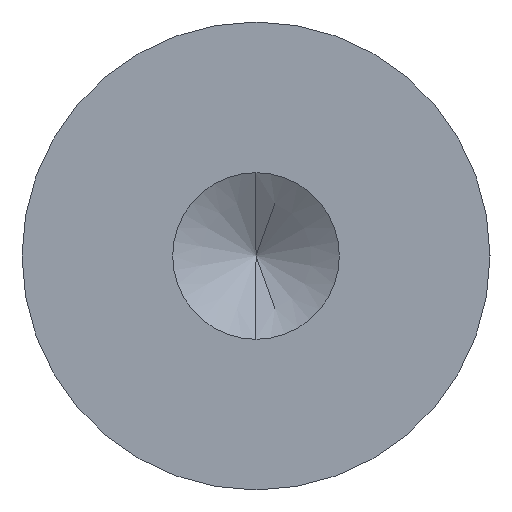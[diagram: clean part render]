
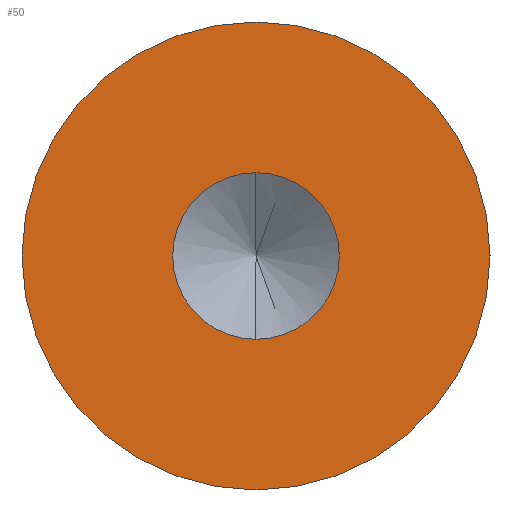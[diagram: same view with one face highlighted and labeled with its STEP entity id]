
A CAD part, left-side view. The second image highlights one B-rep face of the part: STEP entity #50.
In plain terms, the highlighted planar face has unit normal (-1, 0, 0).
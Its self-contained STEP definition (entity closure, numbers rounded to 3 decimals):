
#1 = DIRECTION ( 'NONE',  ( 0., 0., -1. ) ) ;
#3 = CARTESIAN_POINT ( 'NONE',  ( -57.025, 0., 0. ) ) ;
#8 = CARTESIAN_POINT ( 'NONE',  ( -57.025, 0., 0. ) ) ;
#16 = DIRECTION ( 'NONE',  ( 0., 0., 1. ) ) ;
#17 = CARTESIAN_POINT ( 'NONE',  ( -57.025, 0., 0. ) ) ;
#27 = DIRECTION ( 'NONE',  ( -1., 0., 0. ) ) ;
#38 = DIRECTION ( 'NONE',  ( 0., 0., 1. ) ) ;
#40 = DIRECTION ( 'NONE',  ( -1., 0., 0. ) ) ;
#44 = DIRECTION ( 'NONE',  ( 1., 0., 0. ) ) ;
#50 = ADVANCED_FACE ( 'NONE', ( #191, #119 ), #339, .F. ) ;
#72 = VERTEX_POINT ( 'NONE', #362 ) ;
#76 = ORIENTED_EDGE ( 'NONE', *, *, #244, .F. ) ;
#80 = VERTEX_POINT ( 'NONE', #335 ) ;
#85 = VERTEX_POINT ( 'NONE', #367 ) ;
#94 = ORIENTED_EDGE ( 'NONE', *, *, #218, .F. ) ;
#98 = ORIENTED_EDGE ( 'NONE', *, *, #236, .F. ) ;
#109 = ORIENTED_EDGE ( 'NONE', *, *, #238, .F. ) ;
#116 = VERTEX_POINT ( 'NONE', #355 ) ;
#119 = FACE_OUTER_BOUND ( 'NONE', #182, .T. ) ;
#152 = EDGE_LOOP ( 'NONE', ( #76, #109 ) ) ;
#182 = EDGE_LOOP ( 'NONE', ( #98, #94 ) ) ;
#191 = FACE_BOUND ( 'NONE', #152, .T. ) ;
#198 = CIRCLE ( 'NONE', #228, 3.175 ) ;
#218 = EDGE_CURVE ( 'NONE', #85, #116, #198, .T. ) ;
#224 = AXIS2_PLACEMENT_3D ( 'NONE', #368, #330, #371 ) ;
#226 = AXIS2_PLACEMENT_3D ( 'NONE', #8, #27, #38 ) ;
#227 = AXIS2_PLACEMENT_3D ( 'NONE', #3, #44, #1 ) ;
#228 = AXIS2_PLACEMENT_3D ( 'NONE', #378, #319, #328 ) ;
#234 = AXIS2_PLACEMENT_3D ( 'NONE', #17, #40, #16 ) ;
#236 = EDGE_CURVE ( 'NONE', #116, #85, #284, .T. ) ;
#238 = EDGE_CURVE ( 'NONE', #72, #80, #275, .T. ) ;
#244 = EDGE_CURVE ( 'NONE', #80, #72, #288, .T. ) ;
#275 = CIRCLE ( 'NONE', #226, 1.13 ) ;
#284 = CIRCLE ( 'NONE', #227, 3.175 ) ;
#288 = CIRCLE ( 'NONE', #234, 1.13 ) ;
#319 = DIRECTION ( 'NONE',  ( 1., 0., 0. ) ) ;
#328 = DIRECTION ( 'NONE',  ( 0., 0., -1. ) ) ;
#330 = DIRECTION ( 'NONE',  ( 1., 0., 0. ) ) ;
#335 = CARTESIAN_POINT ( 'NONE',  ( -57.025, 0., 1.13 ) ) ;
#339 = PLANE ( 'NONE',  #224 ) ;
#355 = CARTESIAN_POINT ( 'NONE',  ( -57.025, 0., 3.175 ) ) ;
#362 = CARTESIAN_POINT ( 'NONE',  ( -57.025, 0., -1.13 ) ) ;
#367 = CARTESIAN_POINT ( 'NONE',  ( -57.025, 0., -3.175 ) ) ;
#368 = CARTESIAN_POINT ( 'NONE',  ( -57.025, 0., 0. ) ) ;
#371 = DIRECTION ( 'NONE',  ( 0., 0., -1. ) ) ;
#378 = CARTESIAN_POINT ( 'NONE',  ( -57.025, 0., 0. ) ) ;
